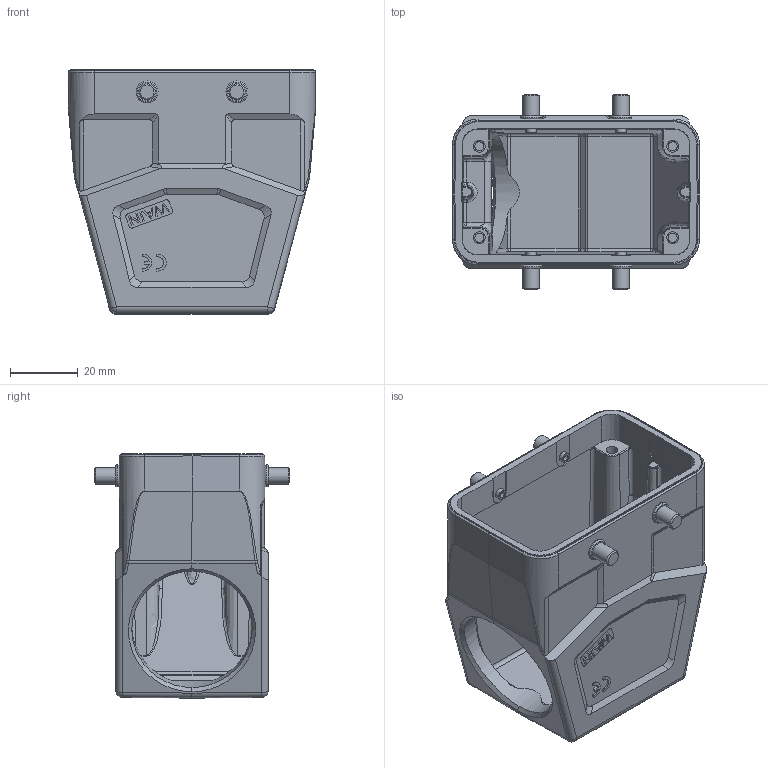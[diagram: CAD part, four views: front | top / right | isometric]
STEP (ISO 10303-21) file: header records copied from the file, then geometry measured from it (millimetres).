
FILE_DESCRIPTION(/* description */ (''),/* implementation_level */ '2;1');
FILE_NAME(/* name */ '29.stp',/* time_stamp */ '2024-03-16T12:43:49+08:00',/* author */ (''),/* organization */ (''),/* preprocessor_version */ 'ST-DEVELOPER v18.1',/* originating_system */ 'SIEMENS PLM Software NX 1980',/* authorisation */ '');
FILE_SCHEMA (('AP203_CONFIGURATION_CONTROLLED_3D_DESIGN_OF_MECHANICAL_PARTS_AND_ASSEMBLIES_MIM_LF { 1 0 10303 403 2 1 2}'));
Length unit declared in the file: millimetre
Products named in the file (1): SEH-PG21_stp
Bounding box: 73 x 57.6 x 72 mm (x, y, z)
Volume: 61319.5 mm3; surface area: 31865.6 mm2
Topology: 1 solids, 1 shells, 511 faces, 1301 edges, 813 vertices
Faces by surface type: plane 242, cylinder 167, bspline 29, torus 27, cone 26, sphere 20
Full cylindrical faces by diameter (mm): 1.9 x4, 2.7 x4, 3 x4, 3.5 x4, 4.9 x4, 6.5 x4, 35.5 x1
Entity records: 16058 total; most frequent: CARTESIAN_POINT 4111, DIRECTION 2458, ORIENTED_EDGE 2428, EDGE_CURVE 1214, AXIS2_PLACEMENT_3D 874, VERTEX_POINT 785, LINE 710, VECTOR 710
